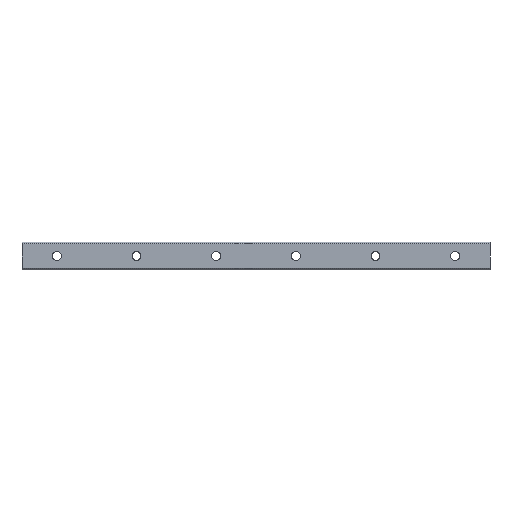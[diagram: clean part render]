
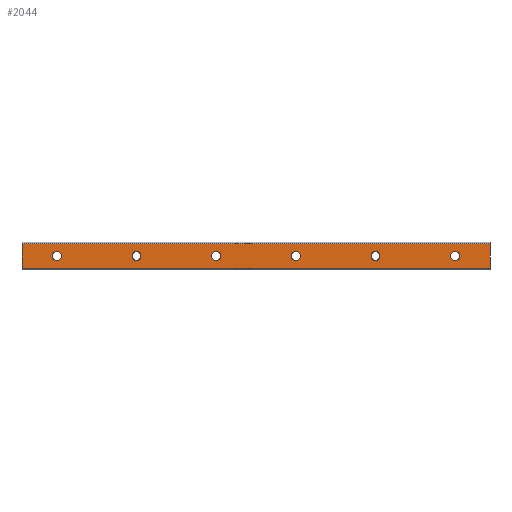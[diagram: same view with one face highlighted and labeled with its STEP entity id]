
A CAD part, front view. The second image highlights one B-rep face of the part: STEP entity #2044.
In plain terms, the highlighted planar face has unit normal (0, -1, 0).
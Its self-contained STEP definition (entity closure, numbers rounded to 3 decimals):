
#7 = FACE_BOUND ( 'NONE', #1083, .T. ) ;
#8 = EDGE_CURVE ( 'NONE', #2183, #392, #1099, .T. ) ;
#9 = CARTESIAN_POINT ( 'NONE',  ( 435., 0., -12.5 ) ) ;
#12 = CARTESIAN_POINT ( 'NONE',  ( 160., 0., 0. ) ) ;
#17 = CARTESIAN_POINT ( 'NONE',  ( 435., 0., 12.5 ) ) ;
#26 = ORIENTED_EDGE ( 'NONE', *, *, #350, .F. ) ;
#29 = DIRECTION ( 'NONE',  ( 0., 0., 1. ) ) ;
#43 = DIRECTION ( 'NONE',  ( 0., -1., 0. ) ) ;
#44 = DIRECTION ( 'NONE',  ( 0., -1., 0. ) ) ;
#47 = ORIENTED_EDGE ( 'NONE', *, *, #498, .F. ) ;
#51 = DIRECTION ( 'NONE',  ( 0., -1., 0. ) ) ;
#55 = EDGE_CURVE ( 'NONE', #908, #731, #1031, .T. ) ;
#68 = AXIS2_PLACEMENT_3D ( 'NONE', #17, #1527, #29 ) ;
#78 = EDGE_LOOP ( 'NONE', ( #47, #1432 ) ) ;
#80 = CARTESIAN_POINT ( 'NONE',  ( 160., 0., -4.5 ) ) ;
#116 = DIRECTION ( 'NONE',  ( 0., 0., 1. ) ) ;
#118 = DIRECTION ( 'NONE',  ( 0., -1., 0. ) ) ;
#122 = CARTESIAN_POINT ( 'NONE',  ( 435., 0., 12.5 ) ) ;
#140 = AXIS2_PLACEMENT_3D ( 'NONE', #1190, #672, #867 ) ;
#160 = CARTESIAN_POINT ( 'NONE',  ( 435., 0., 12.5 ) ) ;
#167 = AXIS2_PLACEMENT_3D ( 'NONE', #611, #118, #979 ) ;
#179 = EDGE_LOOP ( 'NONE', ( #601, #1557 ) ) ;
#184 = EDGE_CURVE ( 'NONE', #2065, #386, #1783, .T. ) ;
#189 = ORIENTED_EDGE ( 'NONE', *, *, #1639, .F. ) ;
#197 = EDGE_CURVE ( 'NONE', #206, #980, #1319, .T. ) ;
#206 = VERTEX_POINT ( 'NONE', #1851 ) ;
#257 = DIRECTION ( 'NONE',  ( 0., 0., 1. ) ) ;
#266 = LINE ( 'NONE', #1962, #1781 ) ;
#284 = CARTESIAN_POINT ( 'NONE',  ( 240., 0., 0. ) ) ;
#290 = CARTESIAN_POINT ( 'NONE',  ( 400., 0., -4.5 ) ) ;
#310 = VERTEX_POINT ( 'NONE', #856 ) ;
#323 = VERTEX_POINT ( 'NONE', #1689 ) ;
#350 = EDGE_CURVE ( 'NONE', #323, #1722, #1787, .T. ) ;
#352 = FACE_BOUND ( 'NONE', #1407, .T. ) ;
#383 = ORIENTED_EDGE ( 'NONE', *, *, #1028, .F. ) ;
#386 = VERTEX_POINT ( 'NONE', #691 ) ;
#387 = DIRECTION ( 'NONE',  ( 0., -1., 0. ) ) ;
#392 = VERTEX_POINT ( 'NONE', #681 ) ;
#404 = AXIS2_PLACEMENT_3D ( 'NONE', #2197, #617, #1677 ) ;
#405 = DIRECTION ( 'NONE',  ( -1., 0., 0. ) ) ;
#410 = CARTESIAN_POINT ( 'NONE',  ( 240., 0., 0. ) ) ;
#438 = AXIS2_PLACEMENT_3D ( 'NONE', #1794, #1973, #934 ) ;
#448 = EDGE_CURVE ( 'NONE', #731, #908, #1015, .T. ) ;
#464 = CARTESIAN_POINT ( 'NONE',  ( 400., 0., 0. ) ) ;
#496 = LINE ( 'NONE', #2088, #810 ) ;
#498 = EDGE_CURVE ( 'NONE', #392, #2183, #1776, .T. ) ;
#588 = AXIS2_PLACEMENT_3D ( 'NONE', #1104, #387, #2116 ) ;
#601 = ORIENTED_EDGE ( 'NONE', *, *, #197, .F. ) ;
#611 = CARTESIAN_POINT ( 'NONE',  ( 0., 0., 0. ) ) ;
#617 = DIRECTION ( 'NONE',  ( 0., -1., 0. ) ) ;
#640 = ORIENTED_EDGE ( 'NONE', *, *, #55, .F. ) ;
#665 = EDGE_LOOP ( 'NONE', ( #26, #189 ) ) ;
#672 = DIRECTION ( 'NONE',  ( 0., -1., 0. ) ) ;
#673 = VERTEX_POINT ( 'NONE', #122 ) ;
#681 = CARTESIAN_POINT ( 'NONE',  ( 160., 0., 4.5 ) ) ;
#683 = DIRECTION ( 'NONE',  ( 0., 0., 1. ) ) ;
#691 = CARTESIAN_POINT ( 'NONE',  ( -35., 0., 12.5 ) ) ;
#717 = DIRECTION ( 'NONE',  ( 0., 0., 1. ) ) ;
#731 = VERTEX_POINT ( 'NONE', #862 ) ;
#743 = AXIS2_PLACEMENT_3D ( 'NONE', #464, #795, #257 ) ;
#758 = ORIENTED_EDGE ( 'NONE', *, *, #1843, .F. ) ;
#774 = ORIENTED_EDGE ( 'NONE', *, *, #448, .F. ) ;
#795 = DIRECTION ( 'NONE',  ( 0., -1., 0. ) ) ;
#810 = VECTOR ( 'NONE', #1759, 1000. ) ;
#812 = ORIENTED_EDGE ( 'NONE', *, *, #1261, .F. ) ;
#824 = EDGE_LOOP ( 'NONE', ( #1876, #1316 ) ) ;
#838 = LINE ( 'NONE', #160, #2115 ) ;
#856 = CARTESIAN_POINT ( 'NONE',  ( 0., 0., -4.5 ) ) ;
#862 = CARTESIAN_POINT ( 'NONE',  ( 80., 0., -4.5 ) ) ;
#867 = DIRECTION ( 'NONE',  ( 0., 0., 1. ) ) ;
#886 = CIRCLE ( 'NONE', #2078, 4.5 ) ;
#890 = DIRECTION ( 'NONE',  ( 0., 0., 1. ) ) ;
#908 = VERTEX_POINT ( 'NONE', #1925 ) ;
#931 = DIRECTION ( 'NONE',  ( 0., -1., 0. ) ) ;
#934 = DIRECTION ( 'NONE',  ( 0., 0., 1. ) ) ;
#935 = CARTESIAN_POINT ( 'NONE',  ( -35., 0., 12.5 ) ) ;
#975 = CARTESIAN_POINT ( 'NONE',  ( 240., 0., -4.5 ) ) ;
#979 = DIRECTION ( 'NONE',  ( 0., 0., 1. ) ) ;
#980 = VERTEX_POINT ( 'NONE', #290 ) ;
#1015 = CIRCLE ( 'NONE', #2027, 4.5 ) ;
#1017 = FACE_BOUND ( 'NONE', #179, .T. ) ;
#1024 = AXIS2_PLACEMENT_3D ( 'NONE', #1564, #43, #717 ) ;
#1028 = EDGE_CURVE ( 'NONE', #1449, #310, #1308, .T. ) ;
#1031 = CIRCLE ( 'NONE', #588, 4.5 ) ;
#1043 = FACE_BOUND ( 'NONE', #78, .T. ) ;
#1083 = EDGE_LOOP ( 'NONE', ( #640, #774 ) ) ;
#1099 = CIRCLE ( 'NONE', #1283, 4.5 ) ;
#1104 = CARTESIAN_POINT ( 'NONE',  ( 80., 0., 0. ) ) ;
#1163 = DIRECTION ( 'NONE',  ( 1., 0., 0. ) ) ;
#1169 = AXIS2_PLACEMENT_3D ( 'NONE', #410, #931, #1427 ) ;
#1190 = CARTESIAN_POINT ( 'NONE',  ( 320., 0., 0. ) ) ;
#1208 = VECTOR ( 'NONE', #116, 1000. ) ;
#1218 = ORIENTED_EDGE ( 'NONE', *, *, #1967, .F. ) ;
#1261 = EDGE_CURVE ( 'NONE', #1604, #2065, #266, .T. ) ;
#1283 = AXIS2_PLACEMENT_3D ( 'NONE', #12, #1521, #683 ) ;
#1301 = DIRECTION ( 'NONE',  ( 0., -1., 0. ) ) ;
#1308 = CIRCLE ( 'NONE', #167, 4.5 ) ;
#1314 = CIRCLE ( 'NONE', #1169, 4.5 ) ;
#1316 = ORIENTED_EDGE ( 'NONE', *, *, #2162, .F. ) ;
#1319 = CIRCLE ( 'NONE', #743, 4.5 ) ;
#1332 = EDGE_CURVE ( 'NONE', #980, #206, #1817, .T. ) ;
#1369 = FACE_BOUND ( 'NONE', #824, .T. ) ;
#1373 = ORIENTED_EDGE ( 'NONE', *, *, #184, .F. ) ;
#1399 = EDGE_LOOP ( 'NONE', ( #812, #1218, #758, #1373 ) ) ;
#1407 = EDGE_LOOP ( 'NONE', ( #383, #1980 ) ) ;
#1427 = DIRECTION ( 'NONE',  ( 0., 0., 1. ) ) ;
#1432 = ORIENTED_EDGE ( 'NONE', *, *, #8, .F. ) ;
#1449 = VERTEX_POINT ( 'NONE', #1663 ) ;
#1487 = VERTEX_POINT ( 'NONE', #975 ) ;
#1517 = DIRECTION ( 'NONE',  ( 0., 0., 1. ) ) ;
#1521 = DIRECTION ( 'NONE',  ( 0., -1., 0. ) ) ;
#1527 = DIRECTION ( 'NONE',  ( 0., 1., 0. ) ) ;
#1557 = ORIENTED_EDGE ( 'NONE', *, *, #1332, .F. ) ;
#1564 = CARTESIAN_POINT ( 'NONE',  ( 320., 0., 0. ) ) ;
#1575 = FACE_BOUND ( 'NONE', #665, .T. ) ;
#1602 = CIRCLE ( 'NONE', #404, 4.5 ) ;
#1604 = VERTEX_POINT ( 'NONE', #9 ) ;
#1612 = CARTESIAN_POINT ( 'NONE',  ( 160., 0., 0. ) ) ;
#1639 = EDGE_CURVE ( 'NONE', #1722, #323, #1672, .T. ) ;
#1663 = CARTESIAN_POINT ( 'NONE',  ( 0., 0., 4.5 ) ) ;
#1672 = CIRCLE ( 'NONE', #1024, 4.5 ) ;
#1677 = DIRECTION ( 'NONE',  ( 0., 0., 1. ) ) ;
#1689 = CARTESIAN_POINT ( 'NONE',  ( 320., 0., 4.5 ) ) ;
#1722 = VERTEX_POINT ( 'NONE', #1949 ) ;
#1745 = AXIS2_PLACEMENT_3D ( 'NONE', #1612, #51, #1793 ) ;
#1759 = DIRECTION ( 'NONE',  ( 0., 0., -1. ) ) ;
#1776 = CIRCLE ( 'NONE', #1745, 4.5 ) ;
#1781 = VECTOR ( 'NONE', #405, 1000. ) ;
#1783 = LINE ( 'NONE', #935, #1208 ) ;
#1787 = CIRCLE ( 'NONE', #140, 4.5 ) ;
#1793 = DIRECTION ( 'NONE',  ( 0., 0., 1. ) ) ;
#1794 = CARTESIAN_POINT ( 'NONE',  ( 400., 0., 0. ) ) ;
#1817 = CIRCLE ( 'NONE', #438, 4.5 ) ;
#1831 = EDGE_CURVE ( 'NONE', #2156, #1487, #886, .T. ) ;
#1843 = EDGE_CURVE ( 'NONE', #386, #673, #838, .T. ) ;
#1851 = CARTESIAN_POINT ( 'NONE',  ( 400., 0., 4.5 ) ) ;
#1876 = ORIENTED_EDGE ( 'NONE', *, *, #1831, .F. ) ;
#1907 = FACE_OUTER_BOUND ( 'NONE', #1399, .T. ) ;
#1925 = CARTESIAN_POINT ( 'NONE',  ( 80., 0., 4.5 ) ) ;
#1926 = CARTESIAN_POINT ( 'NONE',  ( -35., 0., -12.5 ) ) ;
#1938 = CARTESIAN_POINT ( 'NONE',  ( 240., 0., 4.5 ) ) ;
#1942 = EDGE_CURVE ( 'NONE', #310, #1449, #1602, .T. ) ;
#1949 = CARTESIAN_POINT ( 'NONE',  ( 320., 0., -4.5 ) ) ;
#1962 = CARTESIAN_POINT ( 'NONE',  ( 435., 0., -12.5 ) ) ;
#1967 = EDGE_CURVE ( 'NONE', #673, #1604, #496, .T. ) ;
#1973 = DIRECTION ( 'NONE',  ( 0., -1., 0. ) ) ;
#1980 = ORIENTED_EDGE ( 'NONE', *, *, #1942, .F. ) ;
#2027 = AXIS2_PLACEMENT_3D ( 'NONE', #2132, #44, #890 ) ;
#2044 = ADVANCED_FACE ( 'NONE', ( #1907, #352, #1017, #1575, #1369, #1043, #7 ), #2062, .F. ) ;
#2062 = PLANE ( 'NONE',  #68 ) ;
#2065 = VERTEX_POINT ( 'NONE', #1926 ) ;
#2078 = AXIS2_PLACEMENT_3D ( 'NONE', #284, #1301, #1517 ) ;
#2088 = CARTESIAN_POINT ( 'NONE',  ( 435., 0., 12.5 ) ) ;
#2115 = VECTOR ( 'NONE', #1163, 1000. ) ;
#2116 = DIRECTION ( 'NONE',  ( 0., 0., 1. ) ) ;
#2132 = CARTESIAN_POINT ( 'NONE',  ( 80., 0., 0. ) ) ;
#2156 = VERTEX_POINT ( 'NONE', #1938 ) ;
#2162 = EDGE_CURVE ( 'NONE', #1487, #2156, #1314, .T. ) ;
#2183 = VERTEX_POINT ( 'NONE', #80 ) ;
#2197 = CARTESIAN_POINT ( 'NONE',  ( 0., 0., 0. ) ) ;
